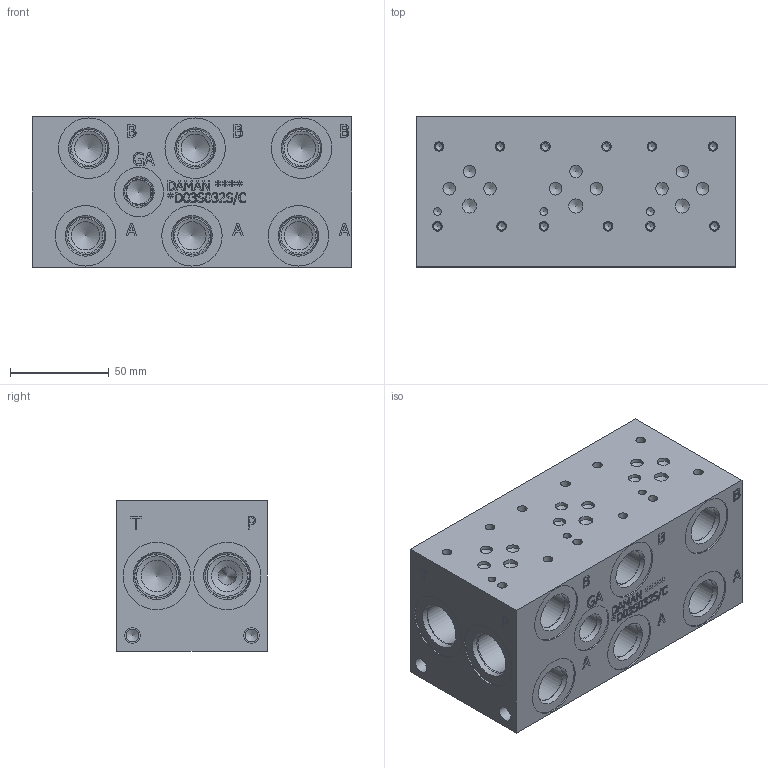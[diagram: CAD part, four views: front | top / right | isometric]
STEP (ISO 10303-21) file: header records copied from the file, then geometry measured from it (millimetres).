
FILE_DESCRIPTION(/* description */ (''),/* implementation_level */ '2;1');
FILE_NAME(/* name */ '_D03S032S_C.stp',/* time_stamp */ '2022-10-13T09:55:59-04:00',/* author */ ('bobbyh'),/* organization */ (''),/* preprocessor_version */ 'ST-DEVELOPER v18',/* originating_system */ 'Autodesk Inventor 2020',/* authorisation */ '');
FILE_SCHEMA (('AUTOMOTIVE_DESIGN { 1 0 10303 214 3 1 1 }'));
Length unit declared in the file: millimetre
Products named in the file (1): Part_AD03S032S~C_3D
Bounding box: 161.93 x 76.2 x 76.2 mm (x, y, z)
Volume: 835026.4 mm3; surface area: 85262 mm2
Topology: 1 solids, 1 shells, 797 faces, 2181 edges, 1476 vertices
Faces by surface type: plane 394, bspline 209, cylinder 111, cone 83
Full cylindrical faces by diameter (mm): 3.785 x12, 3.962 x3, 4.826 x12, 6.35 x9, 6.528 x4, 7.137 x3, 7.925 x4, 12.294 x1, 12.9 x1, 14.275 x1, 14.29 x1, 14.3 x6, 14.529 x1, 15.875 x4, 15.9 x1, 17.501 x6, 19.05 x6, 19.253 x6, 20.447 x4, 20.62 x1, 22.225 x3, 22.23 x2, 22.54 x1, 22.555 x4, 23.901 x3, 25.019 x1, 30.16 x1, 30.632 x6, 34.138 x4
Entity records: 26816 total; most frequent: CARTESIAN_POINT 7129, ORIENTED_EDGE 4276, DIRECTION 3309, EDGE_CURVE 2138, VERTEX_POINT 1476, LINE 1309, VECTOR 1309, AXIS2_PLACEMENT_3D 1000
